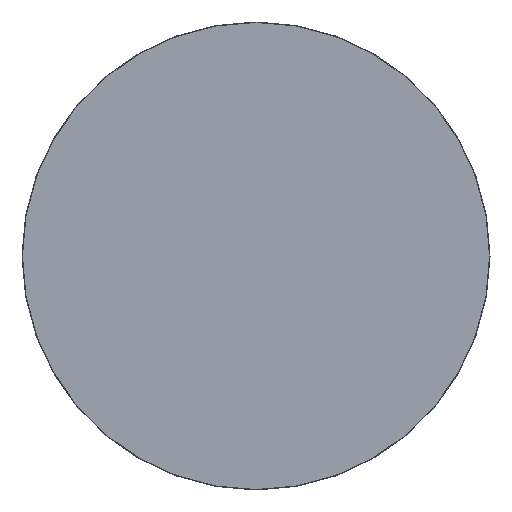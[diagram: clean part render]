
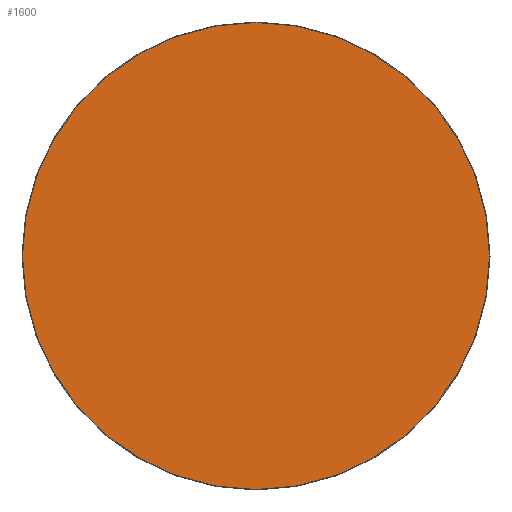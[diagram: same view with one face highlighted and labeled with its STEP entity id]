
A CAD part, left-side view. The second image highlights one B-rep face of the part: STEP entity #1600.
In plain terms, the highlighted planar face has unit normal (-1, 0, 0).
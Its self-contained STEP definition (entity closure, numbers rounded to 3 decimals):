
#231 = CARTESIAN_POINT ( 'NONE',  ( 0., 0., 0. ) ) ;
#277 = CIRCLE ( 'NONE', #1449, 149.7 ) ;
#295 = EDGE_LOOP ( 'NONE', ( #1290, #2025 ) ) ;
#334 = DIRECTION ( 'NONE',  ( 1., 0., 0. ) ) ;
#338 = VERTEX_POINT ( 'NONE', #995 ) ;
#403 = DIRECTION ( 'NONE',  ( -1., 0., 0. ) ) ;
#461 = EDGE_CURVE ( 'NONE', #1938, #338, #277, .T. ) ;
#492 = DIRECTION ( 'NONE',  ( 0., 0., -1. ) ) ;
#922 = CARTESIAN_POINT ( 'NONE',  ( 0., 0., 0. ) ) ;
#995 = CARTESIAN_POINT ( 'NONE',  ( 0., 0., 149.7 ) ) ;
#1274 = PLANE ( 'NONE',  #1362 ) ;
#1290 = ORIENTED_EDGE ( 'NONE', *, *, #461, .T. ) ;
#1316 = CIRCLE ( 'NONE', #1498, 149.7 ) ;
#1323 = EDGE_CURVE ( 'NONE', #338, #1938, #1316, .T. ) ;
#1362 = AXIS2_PLACEMENT_3D ( 'NONE', #1610, #334, #492 ) ;
#1449 = AXIS2_PLACEMENT_3D ( 'NONE', #922, #1525, #1861 ) ;
#1498 = AXIS2_PLACEMENT_3D ( 'NONE', #231, #403, #1664 ) ;
#1525 = DIRECTION ( 'NONE',  ( -1., 0., 0. ) ) ;
#1566 = CARTESIAN_POINT ( 'NONE',  ( 0., 0., -149.7 ) ) ;
#1600 = ADVANCED_FACE ( 'NONE', ( #2072 ), #1274, .F. ) ;
#1610 = CARTESIAN_POINT ( 'NONE',  ( 0., 0., 0. ) ) ;
#1664 = DIRECTION ( 'NONE',  ( 0., 0., 1. ) ) ;
#1861 = DIRECTION ( 'NONE',  ( 0., 0., 1. ) ) ;
#1938 = VERTEX_POINT ( 'NONE', #1566 ) ;
#2025 = ORIENTED_EDGE ( 'NONE', *, *, #1323, .T. ) ;
#2072 = FACE_OUTER_BOUND ( 'NONE', #295, .T. ) ;
